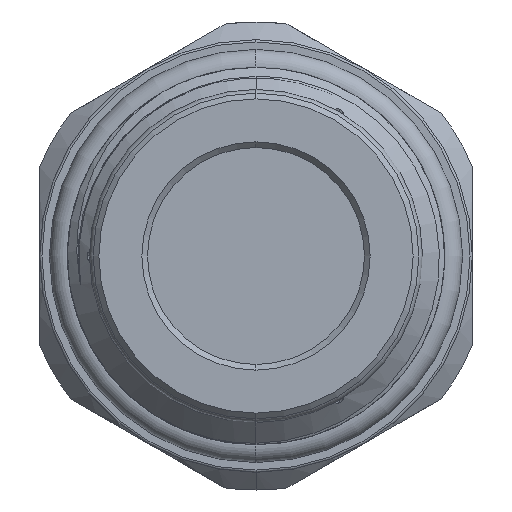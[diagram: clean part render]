
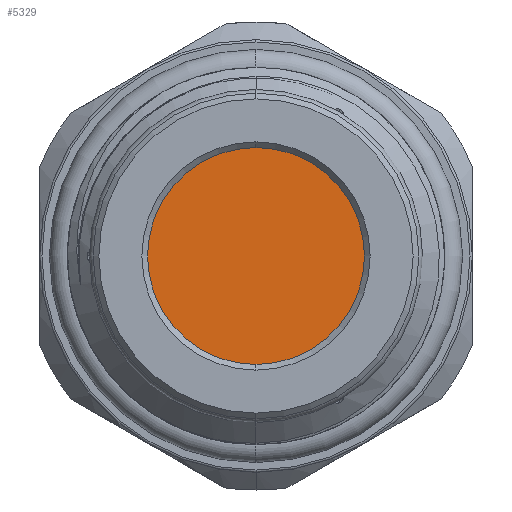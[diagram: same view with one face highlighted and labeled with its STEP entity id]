
A CAD part, left-side view. The second image highlights one B-rep face of the part: STEP entity #5329.
In plain terms, the highlighted planar face has unit normal (-1, 0, 0).
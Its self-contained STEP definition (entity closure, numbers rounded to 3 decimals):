
#465 = DIRECTION ( 'NONE',  ( -1., 0., 0. ) ) ;
#1146 = DIRECTION ( 'NONE',  ( 1., 0., 0. ) ) ;
#1867 = DIRECTION ( 'NONE',  ( 0., 0., -1. ) ) ;
#2026 = FACE_OUTER_BOUND ( 'NONE', #2347, .T. ) ;
#2033 = AXIS2_PLACEMENT_3D ( 'NONE', #8699, #6519, #2185 ) ;
#2133 = CIRCLE ( 'NONE', #8791, 9.525 ) ;
#2185 = DIRECTION ( 'NONE',  ( 0., 0., -1. ) ) ;
#2347 = EDGE_LOOP ( 'NONE', ( #5875, #5619 ) ) ;
#3345 = DIRECTION ( 'NONE',  ( 0., 0., -1. ) ) ;
#4038 = CARTESIAN_POINT ( 'NONE',  ( 1.952, 0., 9.525 ) ) ;
#4343 = VERTEX_POINT ( 'NONE', #4038 ) ;
#5329 = ADVANCED_FACE ( 'NONE', ( #2026 ), #7079, .F. ) ;
#5619 = ORIENTED_EDGE ( 'NONE', *, *, #5999, .T. ) ;
#5646 = AXIS2_PLACEMENT_3D ( 'NONE', #7734, #1146, #3345 ) ;
#5875 = ORIENTED_EDGE ( 'NONE', *, *, #6423, .T. ) ;
#5999 = EDGE_CURVE ( 'NONE', #7904, #4343, #6689, .T. ) ;
#6127 = CARTESIAN_POINT ( 'NONE',  ( 1.952, 0., -9.525 ) ) ;
#6292 = CARTESIAN_POINT ( 'NONE',  ( 1.952, 0., 0. ) ) ;
#6423 = EDGE_CURVE ( 'NONE', #4343, #7904, #2133, .T. ) ;
#6519 = DIRECTION ( 'NONE',  ( -1., 0., 0. ) ) ;
#6689 = CIRCLE ( 'NONE', #2033, 9.525 ) ;
#7079 = PLANE ( 'NONE',  #5646 ) ;
#7734 = CARTESIAN_POINT ( 'NONE',  ( 1.952, 0., 0. ) ) ;
#7904 = VERTEX_POINT ( 'NONE', #6127 ) ;
#8699 = CARTESIAN_POINT ( 'NONE',  ( 1.952, 0., 0. ) ) ;
#8791 = AXIS2_PLACEMENT_3D ( 'NONE', #6292, #465, #1867 ) ;
